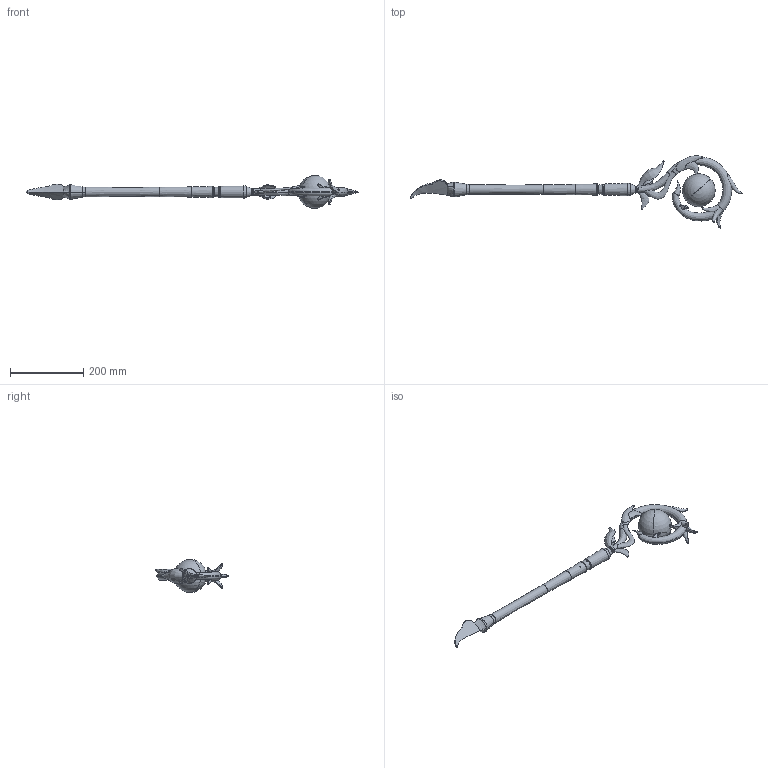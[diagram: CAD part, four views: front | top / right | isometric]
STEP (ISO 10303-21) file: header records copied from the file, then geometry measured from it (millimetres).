
FILE_DESCRIPTION(/* description */ (''),/* implementation_level */ '2;1');
FILE_NAME(/* name */ '',/* time_stamp */ '2025-12-24T16:17:59+09:00',/* author */ (''),/* organization */ (''),/* preprocessor_version */ 'ST-DEVELOPER v20.1',/* originating_system */ 'Autodesk Translation Framework v14.21.0.0',/* authorisation */ '');
FILE_SCHEMA (('AUTOMOTIVE_DESIGN { 1 0 10303 214 3 1 1 }'));
Length unit declared in the file: millimetre
Products named in the file (15): ヒアンシー_杖; 棒; コンポーネント2; コンポーネント4; コンポーネント5; コンポーネント6; コンポーネント7; コンポーネント8; コンポーネント9; コンポーネント10; コンポーネント11; コンポーネント12; コンポーネント13; コンポーネント14; コンポーネント3
Assembly tree (14 placements, depth 3):
  ヒアンシー_杖
    棒
    コンポーネント2
      コンポーネント4
      コンポーネント5
      コンポーネント6
      コンポーネント7
      コンポーネント8
      コンポーネント9
      コンポーネント10
      コンポーネント11
      コンポーネント12
      コンポーネント13
      コンポーネント14
    コンポーネント3
Bounding box: 906 x 197.56 x 90 mm (x, y, z)
Volume: 1003767.7 mm3; surface area: 205083.4 mm2
Topology: 17 solids, 17 shells, 288 faces, 759 edges, 500 vertices
Faces by surface type: bspline 143, plane 78, cylinder 54, cone 9, sphere 4
Full cylindrical faces by diameter (mm): 2 x3, 12 x1, 17.7 x1, 18 x1, 20.329 x6, 21.002 x6, 23.765 x6, 24.349 x6
Entity records: 27468 total; most frequent: CARTESIAN_POINT 21270, ORIENTED_EDGE 1486, EDGE_CURVE 743, DIRECTION 705, VERTEX_POINT 500, B_SPLINE_CURVE_WITH_KNOTS 497, EDGE_LOOP 299, FACE_OUTER_BOUND 288
